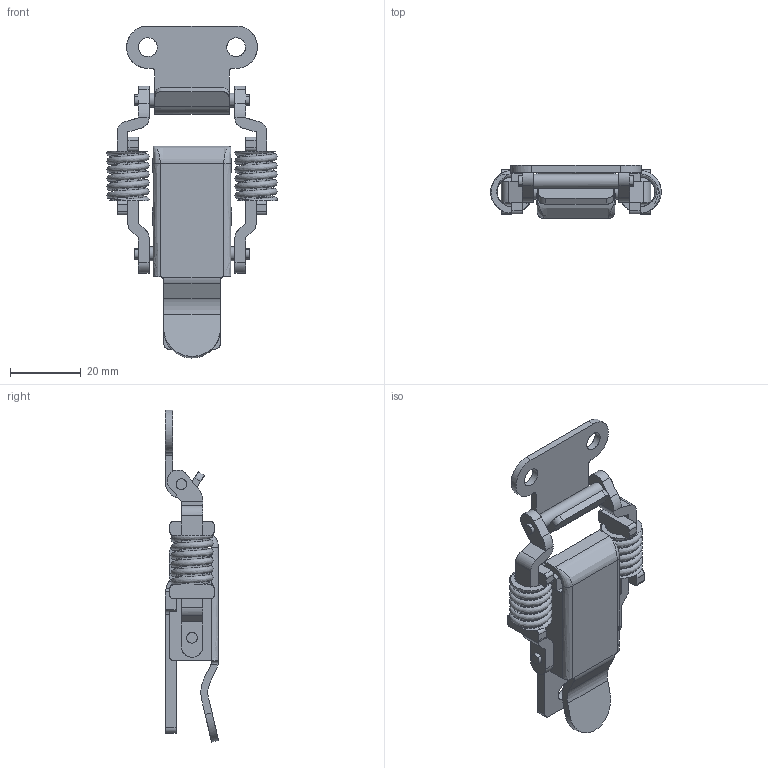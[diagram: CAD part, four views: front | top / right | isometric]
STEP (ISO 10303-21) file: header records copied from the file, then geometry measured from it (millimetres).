
FILE_DESCRIPTION((''),'2;1');
FILE_NAME('','2006-01-16T15:41:27',(''),(''),'','CADfix','');
FILE_SCHEMA(('AUTOMOTIVE_DESIGN'));
Length unit declared in the file: millimetre
Products named in the file (10): shaft; spring; arm_B_mr; arm_A_mr; lever; keeper; base; arm_B; arm_A; TL_11H_29095_36
Assembly tree (11 placements, depth 2):
  TL_11H_29095_36
    shaft  x2
    spring  x2
    arm_B_mr
    arm_A_mr
    lever
    keeper
    base
    arm_B
    arm_A
Bounding box: 48.3 x 15.01 x 94 mm (x, y, z)
Volume: 13159.1 mm3; surface area: 15423.6 mm2
Topology: 11 solids, 11 shells, 289 faces, 895 edges, 632 vertices
Faces by surface type: bspline 289
Entity records: 17358 total; most frequent: CARTESIAN_POINT 12092, ORIENTED_EDGE 1690, EDGE_CURVE 845, VERTEX_POINT 590, B_SPLINE_CURVE_WITH_KNOTS 440, QUASI_UNIFORM_CURVE 403, EDGE_LOOP 299, FACE_OUTER_BOUND 275
